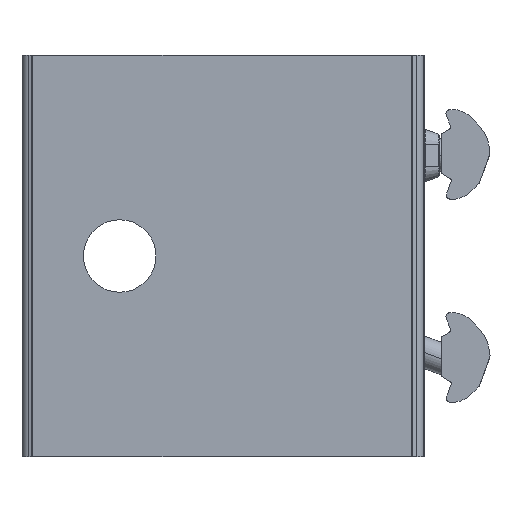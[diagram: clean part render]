
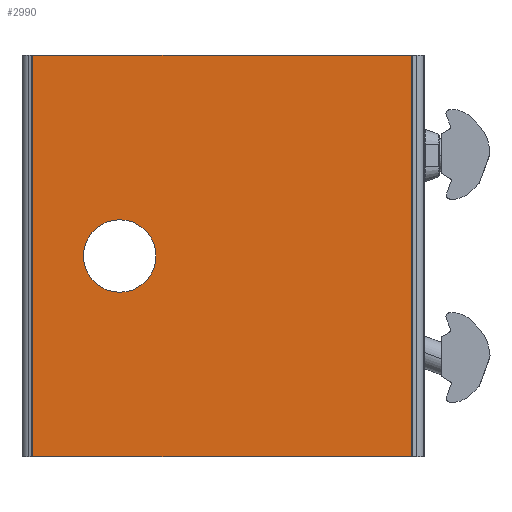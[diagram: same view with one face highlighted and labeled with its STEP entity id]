
A CAD part, left-side view. The second image highlights one B-rep face of the part: STEP entity #2990.
In plain terms, the highlighted planar face has unit normal (-1, 0, 0).
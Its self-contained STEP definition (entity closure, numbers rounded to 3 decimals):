
#132 = VECTOR ( 'NONE', #1416, 1000. ) ;
#203 = EDGE_CURVE ( 'NONE', #10361, #6166, #7689, .T. ) ;
#509 = CARTESIAN_POINT ( 'NONE',  ( -0.25, 0., -79. ) ) ;
#874 = EDGE_LOOP ( 'NONE', ( #10671, #8949 ) ) ;
#1234 = CARTESIAN_POINT ( 'NONE',  ( -0.25, 0., 0. ) ) ;
#1393 = ORIENTED_EDGE ( 'NONE', *, *, #4901, .T. ) ;
#1416 = DIRECTION ( 'NONE',  ( 0., 0., -1. ) ) ;
#1869 = VERTEX_POINT ( 'NONE', #9539 ) ;
#1885 = CARTESIAN_POINT ( 'NONE',  ( -0.25, 77.124, -79. ) ) ;
#1918 = CARTESIAN_POINT ( 'NONE',  ( -0.25, 0., -79. ) ) ;
#2302 = LINE ( 'NONE', #5909, #132 ) ;
#2641 = CARTESIAN_POINT ( 'NONE',  ( -0.25, 2.543, -79. ) ) ;
#2696 = AXIS2_PLACEMENT_3D ( 'NONE', #3663, #7271, #5309 ) ;
#2990 = ADVANCED_FACE ( 'NONE', ( #4030, #7648 ), #4452, .F. ) ;
#3125 = VECTOR ( 'NONE', #11460, 1000. ) ;
#3663 = CARTESIAN_POINT ( 'NONE',  ( -0.25, 60., -39.5 ) ) ;
#4030 = FACE_BOUND ( 'NONE', #874, .T. ) ;
#4452 = PLANE ( 'NONE',  #5437 ) ;
#4753 = EDGE_CURVE ( 'NONE', #10016, #1869, #6735, .T. ) ;
#4901 = EDGE_CURVE ( 'NONE', #1869, #6166, #2302, .T. ) ;
#4964 = CIRCLE ( 'NONE', #2696, 7.144 ) ;
#5026 = DIRECTION ( 'NONE',  ( 0., 0., 1. ) ) ;
#5080 = VERTEX_POINT ( 'NONE', #5844 ) ;
#5203 = CARTESIAN_POINT ( 'NONE',  ( -0.25, 60., -39.5 ) ) ;
#5234 = CIRCLE ( 'NONE', #8082, 7.144 ) ;
#5309 = DIRECTION ( 'NONE',  ( 0., 0., 1. ) ) ;
#5334 = ORIENTED_EDGE ( 'NONE', *, *, #203, .F. ) ;
#5369 = EDGE_LOOP ( 'NONE', ( #8458, #5828, #1393, #5334 ) ) ;
#5437 = AXIS2_PLACEMENT_3D ( 'NONE', #1918, #8077, #11581 ) ;
#5828 = ORIENTED_EDGE ( 'NONE', *, *, #4753, .T. ) ;
#5844 = CARTESIAN_POINT ( 'NONE',  ( -0.25, 60., -46.644 ) ) ;
#5909 = CARTESIAN_POINT ( 'NONE',  ( -0.25, 77.124, -79. ) ) ;
#6166 = VERTEX_POINT ( 'NONE', #1885 ) ;
#6267 = VERTEX_POINT ( 'NONE', #8505 ) ;
#6366 = VECTOR ( 'NONE', #9437, 1000. ) ;
#6735 = LINE ( 'NONE', #1234, #6366 ) ;
#6932 = EDGE_CURVE ( 'NONE', #10361, #10016, #10493, .T. ) ;
#7260 = VECTOR ( 'NONE', #7754, 1000. ) ;
#7271 = DIRECTION ( 'NONE',  ( -1., 0., 0. ) ) ;
#7577 = EDGE_CURVE ( 'NONE', #5080, #6267, #5234, .T. ) ;
#7648 = FACE_OUTER_BOUND ( 'NONE', #5369, .T. ) ;
#7689 = LINE ( 'NONE', #509, #7260 ) ;
#7695 = EDGE_CURVE ( 'NONE', #6267, #5080, #4964, .T. ) ;
#7754 = DIRECTION ( 'NONE',  ( 0., 1., 0. ) ) ;
#8077 = DIRECTION ( 'NONE',  ( 1., 0., 0. ) ) ;
#8082 = AXIS2_PLACEMENT_3D ( 'NONE', #5203, #10486, #5026 ) ;
#8458 = ORIENTED_EDGE ( 'NONE', *, *, #6932, .T. ) ;
#8505 = CARTESIAN_POINT ( 'NONE',  ( -0.25, 60., -32.356 ) ) ;
#8949 = ORIENTED_EDGE ( 'NONE', *, *, #7577, .F. ) ;
#9437 = DIRECTION ( 'NONE',  ( 0., 1., 0. ) ) ;
#9539 = CARTESIAN_POINT ( 'NONE',  ( -0.25, 77.124, 0. ) ) ;
#9664 = CARTESIAN_POINT ( 'NONE',  ( -0.25, 2.543, -79. ) ) ;
#9768 = CARTESIAN_POINT ( 'NONE',  ( -0.25, 2.543, 0. ) ) ;
#10016 = VERTEX_POINT ( 'NONE', #9768 ) ;
#10361 = VERTEX_POINT ( 'NONE', #2641 ) ;
#10486 = DIRECTION ( 'NONE',  ( -1., 0., 0. ) ) ;
#10493 = LINE ( 'NONE', #9664, #3125 ) ;
#10671 = ORIENTED_EDGE ( 'NONE', *, *, #7695, .F. ) ;
#11460 = DIRECTION ( 'NONE',  ( 0., 0., 1. ) ) ;
#11581 = DIRECTION ( 'NONE',  ( 0., 0., -1. ) ) ;
